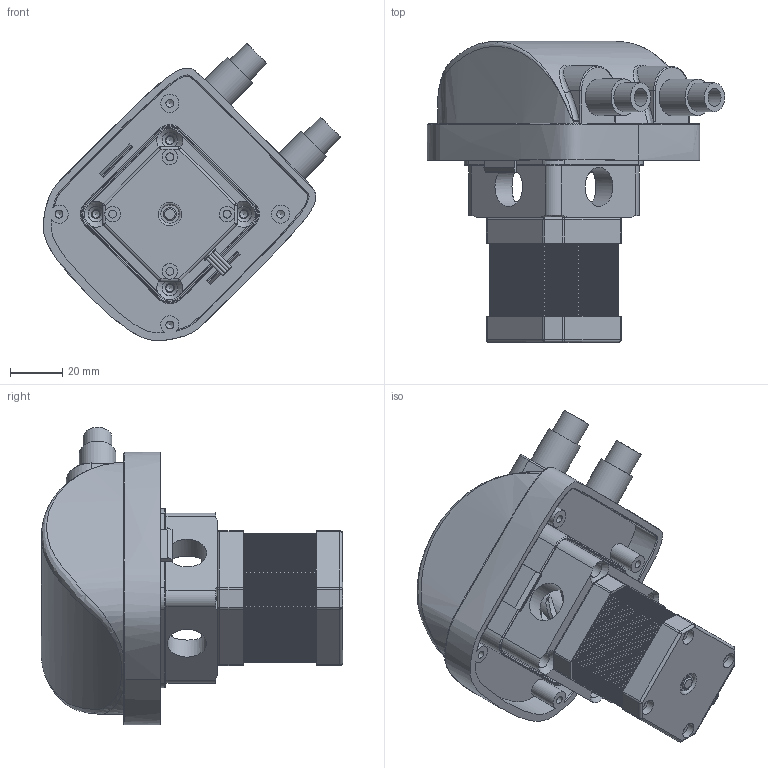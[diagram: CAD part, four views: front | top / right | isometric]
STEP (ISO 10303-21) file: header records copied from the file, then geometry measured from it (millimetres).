
FILE_DESCRIPTION(/* description */ (''),/* implementation_level */ '2;1');
FILE_NAME(/* name */ 'Pump_Total.stp',/* time_stamp */ '2016-05-14T20:31:36+02:00',/* author */ ('Cornelius'),/* organization */ (''),/* preprocessor_version */ 'ST-DEVELOPER v16.5',/* originating_system */ 'Autodesk Inventor 2017',/* authorisation */ '');
FILE_SCHEMA (('AUTOMOTIVE_DESIGN { 1 0 10303 214 3 1 1 }'));
Length unit declared in the file: millimetre
Products named in the file (5): Pump_Total; Pump_Head; M1173041- NEMA 17; Honlite Axes Adapter; Pump_Adapter
Assembly tree (4 placements, depth 2):
  Pump_Total
    Pump_Head
    M1173041- NEMA 17
    Honlite Axes Adapter
    Pump_Adapter
Bounding box: 113.85 x 115.3 x 113.85 mm (x, y, z)
Volume: 292057.8 mm3; surface area: 69181.5 mm2
Topology: 4 solids, 4 shells, 1374 faces, 3289 edges, 1985 vertices
Faces by surface type: plane 1072, cylinder 162, bspline 69, cone 30, torus 25, sphere 16
Full cylindrical faces by diameter (mm): 1.2 x2, 3 x12, 3.4 x8, 5 x2, 5.2 x1, 6 x12, 7 x5, 9 x4, 11 x2, 13.5 x1, 14 x2, 15 x5, 21 x1, 22 x1, 23 x1, 33.841 x1
Entity records: 49875 total; most frequent: CARTESIAN_POINT 17955, ORIENTED_EDGE 6282, DIRECTION 5990, EDGE_CURVE 3138, LINE 2550, VECTOR 2550, VERTEX_POINT 1941, AXIS2_PLACEMENT_3D 1720
